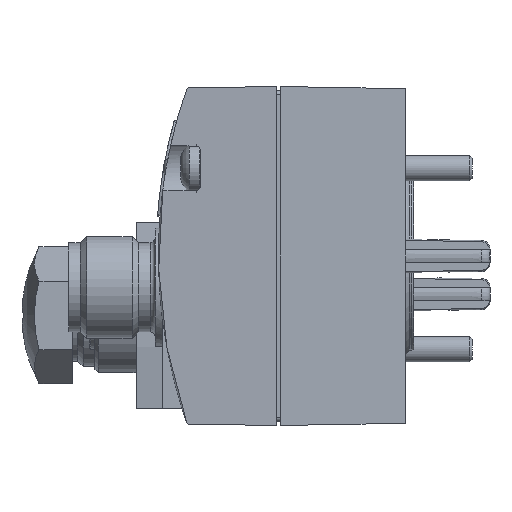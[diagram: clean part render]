
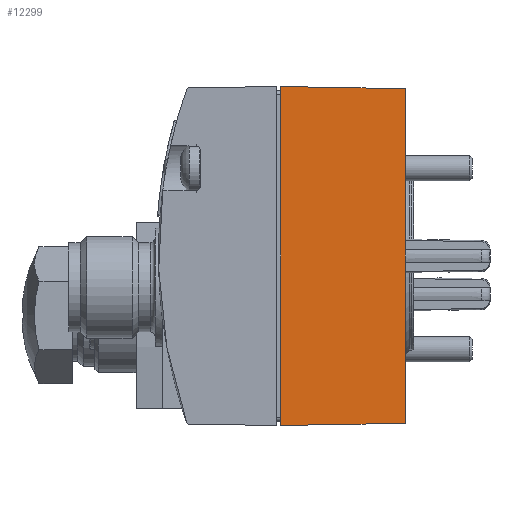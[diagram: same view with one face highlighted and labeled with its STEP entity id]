
A CAD part, left-side view. The second image highlights one B-rep face of the part: STEP entity #12299.
In plain terms, the highlighted planar face has unit normal (-1, -0.018, 0).
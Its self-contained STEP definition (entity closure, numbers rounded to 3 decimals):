
#58=PLANE('',#12931);
#1067=ORIENTED_EDGE('',*,*,#3605,.T.);
#1068=ORIENTED_EDGE('',*,*,#3612,.T.);
#1069=ORIENTED_EDGE('',*,*,#3611,.T.);
#1070=ORIENTED_EDGE('',*,*,#3613,.F.);
#3605=EDGE_CURVE('',#4875,#4873,#5672,.T.);
#3611=EDGE_CURVE('',#4878,#4880,#5678,.T.);
#3612=EDGE_CURVE('',#4873,#4878,#5679,.T.);
#3613=EDGE_CURVE('',#4875,#4880,#5680,.T.);
#4873=VERTEX_POINT('',#16894);
#4875=VERTEX_POINT('',#16897);
#4878=VERTEX_POINT('',#16904);
#4880=VERTEX_POINT('',#16908);
#5672=LINE('',#16896,#6510);
#5678=LINE('',#16909,#6516);
#5679=LINE('',#16911,#6517);
#5680=LINE('',#16912,#6518);
#6510=VECTOR('',#13944,1000.);
#6516=VECTOR('',#13952,1000.);
#6517=VECTOR('',#13955,1000.);
#6518=VECTOR('',#13956,1000.);
#7341=EDGE_LOOP('',(#1067,#1068,#1069,#1070));
#8074=FACE_BOUND('',#7341,.T.);
#12299=ADVANCED_FACE('',(#8074),#58,.T.);
#12931=AXIS2_PLACEMENT_3D('',#16910,#13953,#13954);
#13944=DIRECTION('',(-0.017,1.,0.017));
#13952=DIRECTION('',(0.017,-1.,0.017));
#13953=DIRECTION('',(-1.,-0.017,0.));
#13954=DIRECTION('',(0.017,-1.,0.));
#13955=DIRECTION('',(0.,0.,-1.));
#13956=DIRECTION('',(0.,0.,-1.));
#16894=CARTESIAN_POINT('',(-45.491,14.7,19.991));
#16896=CARTESIAN_POINT('',(-45.472,13.613,19.972));
#16897=CARTESIAN_POINT('',(-45.235,0.,19.735));
#16904=CARTESIAN_POINT('',(-45.491,14.7,-19.991));
#16908=CARTESIAN_POINT('',(-45.235,0.,-19.735));
#16909=CARTESIAN_POINT('',(-45.207,-1.583,-19.707));
#16910=CARTESIAN_POINT('',(-45.235,0.,25.));
#16911=CARTESIAN_POINT('',(-45.491,14.7,25.));
#16912=CARTESIAN_POINT('',(-45.235,0.,25.));
